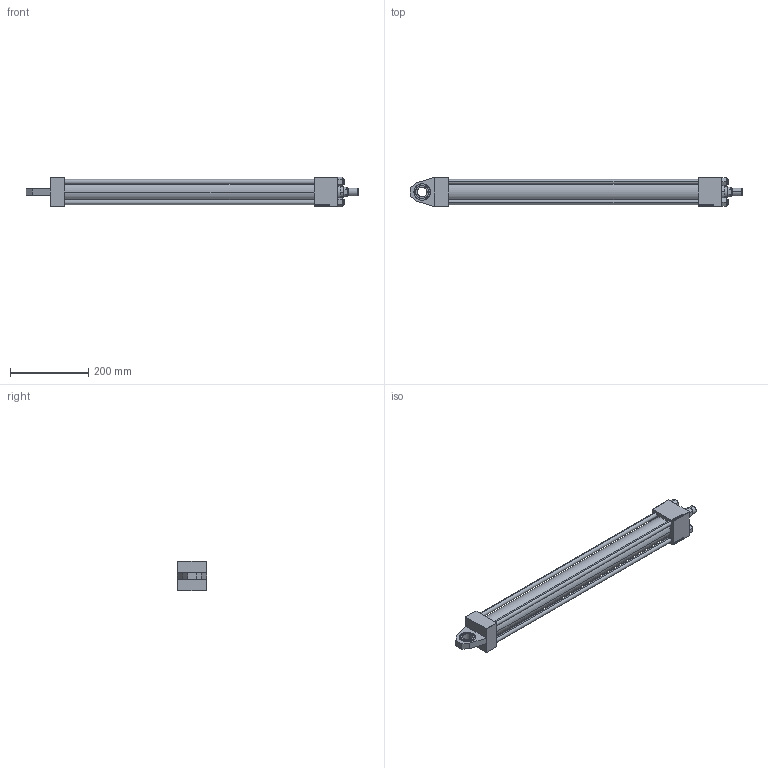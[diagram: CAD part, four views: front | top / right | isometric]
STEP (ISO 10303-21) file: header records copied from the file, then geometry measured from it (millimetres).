
FILE_DESCRIPTION (( 'STEP AP203' ), '1' );
FILE_NAME ('c05e.STEP', '2022-04-14T20:12:13', ( '' ), ( '' ), 'SwSTEP 2.0', 'SolidWorks 2019', '' );
FILE_SCHEMA (( 'CONFIG_CONTROL_DESIGN' ));
Length unit declared in the file: millimetre
Products named in the file (8): V215CR_VCP_J 2b0448e471cefbaf5b0097a2410ab088; V215CR_J_VNITRNI_KROUZEK 2b0448e471cefbaf5b0097a2410ab088; c05e; NUT_M5_J 2b0448e471cefbaf5b0097a2410ab088; V215CR_J_Body 2b0448e471cefbaf5b0097a2410ab088; ROD_END_AH 2b0448e471cefbaf5b0097a2410ab088; V215CR_TYCINKA_J 2b0448e471cefbaf5b0097a2410ab088; V215_VC_A 2b0448e471cefbaf5b0097a2410ab088
Assembly tree (13 placements, depth 2):
  c05e
    V215CR_J_Body 2b0448e471cefbaf5b0097a2410ab088
    V215CR_J_VNITRNI_KROUZEK 2b0448e471cefbaf5b0097a2410ab088
    V215CR_VCP_J 2b0448e471cefbaf5b0097a2410ab088
    V215CR_TYCINKA_J 2b0448e471cefbaf5b0097a2410ab088  x4
    NUT_M5_J 2b0448e471cefbaf5b0097a2410ab088  x4
    V215_VC_A 2b0448e471cefbaf5b0097a2410ab088
    ROD_END_AH 2b0448e471cefbaf5b0097a2410ab088
Bounding box: 849 x 75 x 75.54 mm (x, y, z)
Volume: 1645896.4 mm3; surface area: 501091 mm2
Topology: 13 solids, 13 shells, 1159 faces, 2888 edges, 1871 vertices
Faces by surface type: plane 520, bspline 392, cone 132, cylinder 93, torus 22
Entity records: 50684 total; most frequent: CARTESIAN_POINT 27141, ORIENTED_EDGE 5268, DIRECTION 3384, EDGE_CURVE 2634, VERTEX_POINT 1727, LINE 1564, VECTOR 1564, EDGE_LOOP 1171
